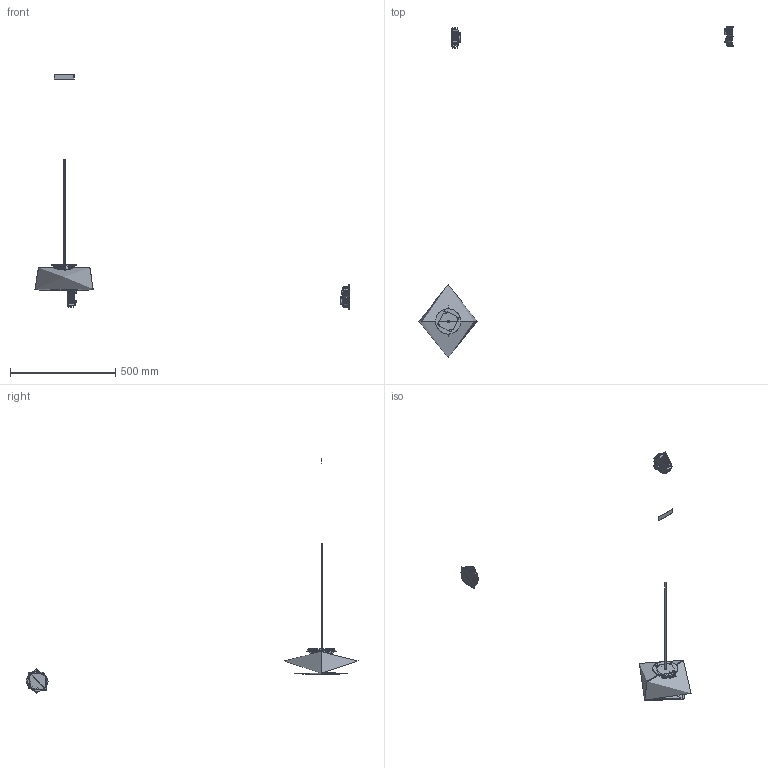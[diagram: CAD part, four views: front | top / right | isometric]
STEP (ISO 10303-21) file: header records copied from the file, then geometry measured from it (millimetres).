
FILE_DESCRIPTION(/* description */ (''),/* implementation_level */ '2;1');
FILE_NAME(/* name */ 'ITKA SOSPENSIONE 35',/* time_stamp */ '2012-11-05T11:41:39+01:00',/* author */ (''),/* organization */ (''),/* preprocessor_version */ 'ST-DEVELOPER v10',/* originating_system */ '',/* authorisation */ '');
FILE_SCHEMA (('CONFIG_CONTROL_DESIGN'));
Length unit declared in the file: millimetre
Products named in the file (3): 1; 2; 3
Bounding box: 1493.5 x 1578.6 x 1118.16 mm (x, y, z)
Volume: 168179.1 mm3; surface area: 730390.8 mm2
Topology: 9 solids, 79 shells, 467 faces, 1388 edges, 980 vertices
Faces by surface type: bspline 467
Entity records: 23149 total; most frequent: CARTESIAN_POINT 15853, ORIENTED_EDGE 2357, EDGE_CURVE 1315, VERTEX_POINT 925, B_SPLINE_CURVE_WITH_KNOTS 547, EDGE_LOOP 519, ADVANCED_FACE 459, FACE_OUTER_BOUND 459
